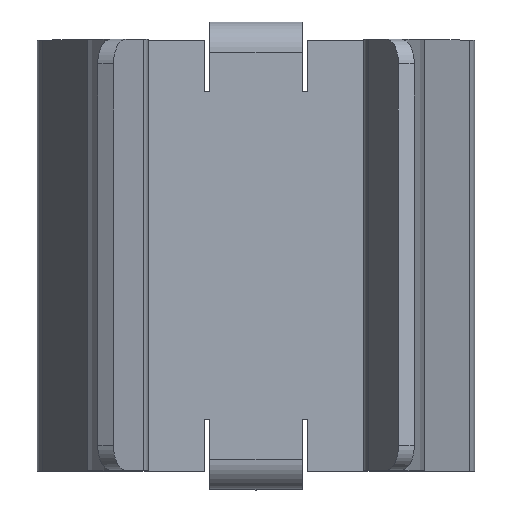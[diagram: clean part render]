
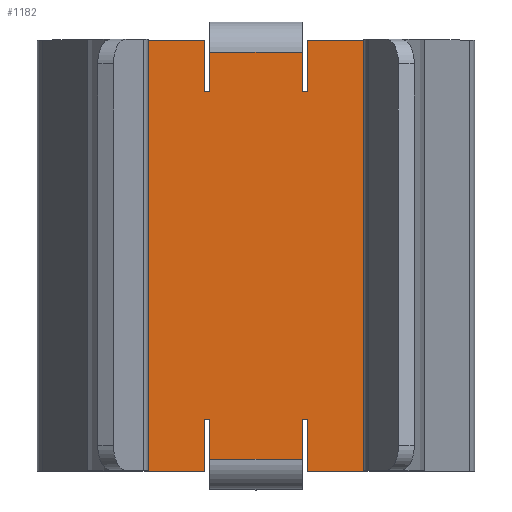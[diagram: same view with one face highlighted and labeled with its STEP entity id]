
A CAD part, top view. The second image highlights one B-rep face of the part: STEP entity #1182.
In plain terms, the highlighted planar face has unit normal (0, 0, 1).
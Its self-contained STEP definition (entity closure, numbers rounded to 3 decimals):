
#49=LINE('',#1734,#173);
#65=LINE('',#1792,#189);
#72=LINE('',#1819,#196);
#89=LINE('',#1870,#213);
#94=LINE('',#1881,#218);
#110=LINE('',#1909,#234);
#111=LINE('',#1910,#235);
#112=LINE('',#1912,#236);
#113=LINE('',#1914,#237);
#114=LINE('',#1916,#238);
#115=LINE('',#1918,#239);
#116=LINE('',#1919,#240);
#117=LINE('',#1920,#241);
#118=LINE('',#1922,#242);
#119=LINE('',#1924,#243);
#120=LINE('',#1926,#244);
#121=LINE('',#1928,#245);
#122=LINE('',#1929,#246);
#123=LINE('',#1931,#247);
#124=LINE('',#1933,#248);
#173=VECTOR('',#1372,1000.);
#189=VECTOR('',#1418,1000.);
#196=VECTOR('',#1439,1000.);
#213=VECTOR('',#1486,1000.);
#218=VECTOR('',#1493,1000.);
#234=VECTOR('',#1513,1000.);
#235=VECTOR('',#1514,1000.);
#236=VECTOR('',#1515,1000.);
#237=VECTOR('',#1516,1000.);
#238=VECTOR('',#1517,1000.);
#239=VECTOR('',#1518,1000.);
#240=VECTOR('',#1519,1000.);
#241=VECTOR('',#1520,1000.);
#242=VECTOR('',#1521,1000.);
#243=VECTOR('',#1522,1000.);
#244=VECTOR('',#1523,1000.);
#245=VECTOR('',#1524,1000.);
#246=VECTOR('',#1525,1000.);
#247=VECTOR('',#1526,1000.);
#248=VECTOR('',#1527,1000.);
#402=ORIENTED_EDGE('',*,*,#748,.F.);
#403=ORIENTED_EDGE('',*,*,#727,.F.);
#404=ORIENTED_EDGE('',*,*,#749,.T.);
#405=ORIENTED_EDGE('',*,*,#750,.F.);
#406=ORIENTED_EDGE('',*,*,#751,.F.);
#407=ORIENTED_EDGE('',*,*,#752,.F.);
#408=ORIENTED_EDGE('',*,*,#753,.F.);
#409=ORIENTED_EDGE('',*,*,#659,.F.);
#410=ORIENTED_EDGE('',*,*,#754,.T.);
#411=ORIENTED_EDGE('',*,*,#688,.T.);
#412=ORIENTED_EDGE('',*,*,#755,.T.);
#413=ORIENTED_EDGE('',*,*,#756,.T.);
#414=ORIENTED_EDGE('',*,*,#757,.T.);
#415=ORIENTED_EDGE('',*,*,#758,.T.);
#416=ORIENTED_EDGE('',*,*,#759,.F.);
#417=ORIENTED_EDGE('',*,*,#732,.T.);
#418=ORIENTED_EDGE('',*,*,#760,.T.);
#419=ORIENTED_EDGE('',*,*,#761,.T.);
#420=ORIENTED_EDGE('',*,*,#762,.F.);
#421=ORIENTED_EDGE('',*,*,#701,.F.);
#659=EDGE_CURVE('',#839,#840,#49,.T.);
#688=EDGE_CURVE('',#867,#866,#65,.T.);
#701=EDGE_CURVE('',#879,#880,#72,.T.);
#727=EDGE_CURVE('',#898,#899,#89,.T.);
#732=EDGE_CURVE('',#901,#903,#94,.T.);
#748=EDGE_CURVE('',#899,#879,#110,.T.);
#749=EDGE_CURVE('',#898,#914,#111,.T.);
#750=EDGE_CURVE('',#915,#914,#112,.T.);
#751=EDGE_CURVE('',#916,#915,#113,.T.);
#752=EDGE_CURVE('',#917,#916,#114,.T.);
#753=EDGE_CURVE('',#840,#917,#115,.T.);
#754=EDGE_CURVE('',#839,#867,#116,.T.);
#755=EDGE_CURVE('',#866,#918,#117,.T.);
#756=EDGE_CURVE('',#918,#919,#118,.T.);
#757=EDGE_CURVE('',#919,#920,#119,.T.);
#758=EDGE_CURVE('',#920,#921,#120,.T.);
#759=EDGE_CURVE('',#901,#921,#121,.T.);
#760=EDGE_CURVE('',#903,#922,#122,.T.);
#761=EDGE_CURVE('',#922,#923,#123,.T.);
#762=EDGE_CURVE('',#880,#923,#124,.T.);
#839=VERTEX_POINT('',#1733);
#840=VERTEX_POINT('',#1735);
#866=VERTEX_POINT('',#1791);
#867=VERTEX_POINT('',#1793);
#879=VERTEX_POINT('',#1818);
#880=VERTEX_POINT('',#1820);
#898=VERTEX_POINT('',#1869);
#899=VERTEX_POINT('',#1871);
#901=VERTEX_POINT('',#1876);
#903=VERTEX_POINT('',#1880);
#914=VERTEX_POINT('',#1911);
#915=VERTEX_POINT('',#1913);
#916=VERTEX_POINT('',#1915);
#917=VERTEX_POINT('',#1917);
#918=VERTEX_POINT('',#1921);
#919=VERTEX_POINT('',#1923);
#920=VERTEX_POINT('',#1925);
#921=VERTEX_POINT('',#1927);
#922=VERTEX_POINT('',#1930);
#923=VERTEX_POINT('',#1932);
#1024=EDGE_LOOP('',(#402,#403,#404,#405,#406,#407,#408,#409,#410,#411,#412,
#413,#414,#415,#416,#417,#418,#419,#420,#421));
#1086=FACE_BOUND('',#1024,.T.);
#1148=PLANE('',#1287);
#1182=ADVANCED_FACE('',(#1086),#1148,.F.);
#1287=AXIS2_PLACEMENT_3D('',#1908,#1511,#1512);
#1372=DIRECTION('',(-1.,0.,0.));
#1418=DIRECTION('',(-1.,0.,0.));
#1439=DIRECTION('',(-1.,0.,0.));
#1486=DIRECTION('',(-1.,0.,0.));
#1493=DIRECTION('',(-1.,0.,0.));
#1511=DIRECTION('',(0.,0.,-1.));
#1512=DIRECTION('',(-1.,0.,0.));
#1513=DIRECTION('',(0.,-1.,0.));
#1514=DIRECTION('',(0.,-1.,0.));
#1515=DIRECTION('',(-1.,0.,0.));
#1516=DIRECTION('',(0.,-1.,0.));
#1517=DIRECTION('',(-1.,0.,0.));
#1518=DIRECTION('',(0.,1.,0.));
#1519=DIRECTION('',(0.,1.,0.));
#1520=DIRECTION('',(0.,-1.,0.));
#1521=DIRECTION('',(-1.,0.,0.));
#1522=DIRECTION('',(0.,1.,0.));
#1523=DIRECTION('',(-1.,0.,0.));
#1524=DIRECTION('',(0.,1.,0.));
#1525=DIRECTION('',(0.,1.,0.));
#1526=DIRECTION('',(-1.,0.,0.));
#1527=DIRECTION('',(0.,1.,0.));
#1733=CARTESIAN_POINT('',(2.693,-3.555,0.33));
#1734=CARTESIAN_POINT('',(2.693,-3.555,0.33));
#1735=CARTESIAN_POINT('',(0.85,-3.555,0.33));
#1791=CARTESIAN_POINT('',(0.85,3.555,0.33));
#1792=CARTESIAN_POINT('',(-2.693,3.555,0.33));
#1793=CARTESIAN_POINT('',(2.693,3.555,0.33));
#1818=CARTESIAN_POINT('',(-0.85,-3.555,0.33));
#1819=CARTESIAN_POINT('',(2.693,-3.555,0.33));
#1820=CARTESIAN_POINT('',(-2.693,-3.555,0.33));
#1869=CARTESIAN_POINT('',(-0.76,-2.705,0.33));
#1870=CARTESIAN_POINT('',(-2.693,-2.705,0.33));
#1871=CARTESIAN_POINT('',(-0.85,-2.705,0.33));
#1876=CARTESIAN_POINT('',(-0.76,2.705,0.33));
#1880=CARTESIAN_POINT('',(-0.85,2.705,0.33));
#1881=CARTESIAN_POINT('',(-2.693,2.705,0.33));
#1908=CARTESIAN_POINT('',(-2.693,-3.555,0.33));
#1909=CARTESIAN_POINT('',(-0.85,-3.555,0.33));
#1910=CARTESIAN_POINT('',(-0.76,-2.705,0.33));
#1911=CARTESIAN_POINT('',(-0.76,-3.355,0.33));
#1912=CARTESIAN_POINT('',(0.76,-3.355,0.33));
#1913=CARTESIAN_POINT('',(0.76,-3.355,0.33));
#1914=CARTESIAN_POINT('',(0.76,-2.705,0.33));
#1915=CARTESIAN_POINT('',(0.76,-2.705,0.33));
#1916=CARTESIAN_POINT('',(-2.693,-2.705,0.33));
#1917=CARTESIAN_POINT('',(0.85,-2.705,0.33));
#1918=CARTESIAN_POINT('',(0.85,-3.555,0.33));
#1919=CARTESIAN_POINT('',(2.693,-3.555,0.33));
#1920=CARTESIAN_POINT('',(0.85,-3.555,0.33));
#1921=CARTESIAN_POINT('',(0.85,2.705,0.33));
#1922=CARTESIAN_POINT('',(-2.693,2.705,0.33));
#1923=CARTESIAN_POINT('',(0.76,2.705,0.33));
#1924=CARTESIAN_POINT('',(0.76,2.705,0.33));
#1925=CARTESIAN_POINT('',(0.76,3.355,0.33));
#1926=CARTESIAN_POINT('',(0.76,3.355,0.33));
#1927=CARTESIAN_POINT('',(-0.76,3.355,0.33));
#1928=CARTESIAN_POINT('',(-0.76,2.705,0.33));
#1929=CARTESIAN_POINT('',(-0.85,-3.555,0.33));
#1930=CARTESIAN_POINT('',(-0.85,3.555,0.33));
#1931=CARTESIAN_POINT('',(-2.693,3.555,0.33));
#1932=CARTESIAN_POINT('',(-2.693,3.555,0.33));
#1933=CARTESIAN_POINT('',(-2.693,-3.555,0.33));
